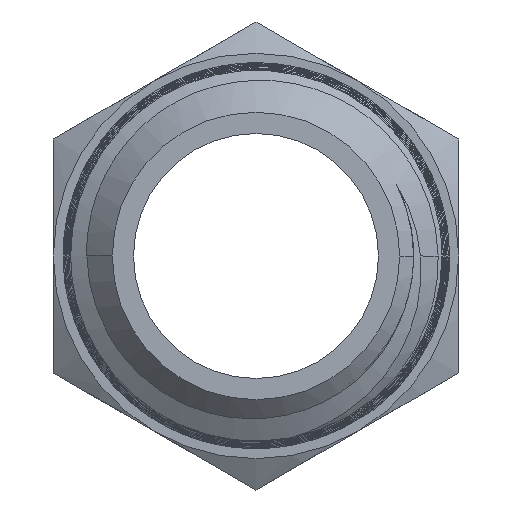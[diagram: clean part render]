
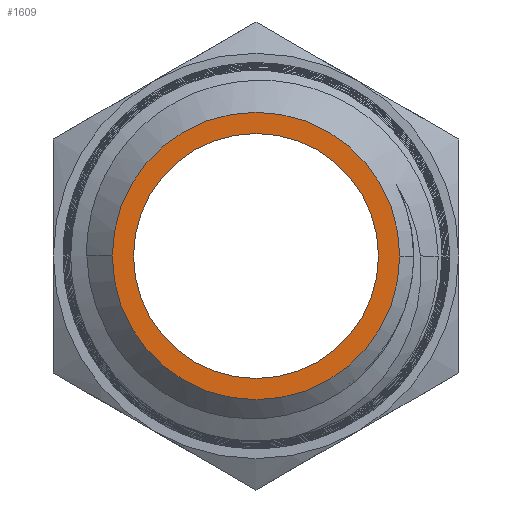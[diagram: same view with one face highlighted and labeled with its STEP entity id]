
A CAD part, left-side view. The second image highlights one B-rep face of the part: STEP entity #1609.
In plain terms, the highlighted face is planar.
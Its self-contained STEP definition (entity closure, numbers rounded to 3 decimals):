
#55=FACE_BOUND('',#180,.T.);
#65=PLANE('',#1700);
#108=FACE_OUTER_BOUND('',#179,.T.);
#179=EDGE_LOOP('',(#1201,#1202));
#180=EDGE_LOOP('',(#1203));
#404=CIRCLE('',#1697,5.066);
#405=CIRCLE('',#1699,5.066);
#406=CIRCLE('',#1701,4.318);
#578=VERTEX_POINT('',#6047);
#579=VERTEX_POINT('',#6048);
#581=VERTEX_POINT('',#6069);
#821=EDGE_CURVE('',#578,#579,#404,.T.);
#826=EDGE_CURVE('',#579,#578,#405,.T.);
#828=EDGE_CURVE('',#581,#581,#406,.T.);
#1201=ORIENTED_EDGE('',*,*,#826,.T.);
#1202=ORIENTED_EDGE('',*,*,#821,.T.);
#1203=ORIENTED_EDGE('',*,*,#828,.F.);
#1609=ADVANCED_FACE('',(#108,#55),#65,.F.);
#1697=AXIS2_PLACEMENT_3D('',#6049,#1871,#1872);
#1699=AXIS2_PLACEMENT_3D('',#6061,#1878,#1879);
#1700=AXIS2_PLACEMENT_3D('',#6068,#1880,#1881);
#1701=AXIS2_PLACEMENT_3D('',#6070,#1882,#1883);
#1871=DIRECTION('center_axis',(0.,0.,-1.));
#1872=DIRECTION('ref_axis',(1.,0.,0.));
#1878=DIRECTION('center_axis',(0.,0.,-1.));
#1879=DIRECTION('ref_axis',(1.,0.,0.));
#1880=DIRECTION('center_axis',(0.,0.,1.));
#1881=DIRECTION('ref_axis',(1.,0.,0.));
#1882=DIRECTION('center_axis',(0.,0.,-1.));
#1883=DIRECTION('ref_axis',(0.,-1.,0.));
#6047=CARTESIAN_POINT('',(-5.066,0.,0.));
#6048=CARTESIAN_POINT('',(5.066,0.,0.));
#6049=CARTESIAN_POINT('Origin',(0.,0.,0.));
#6061=CARTESIAN_POINT('Origin',(0.,0.,0.));
#6068=CARTESIAN_POINT('Origin',(0.,0.,0.));
#6069=CARTESIAN_POINT('',(0.,4.318,0.));
#6070=CARTESIAN_POINT('Origin',(0.,0.,0.));
